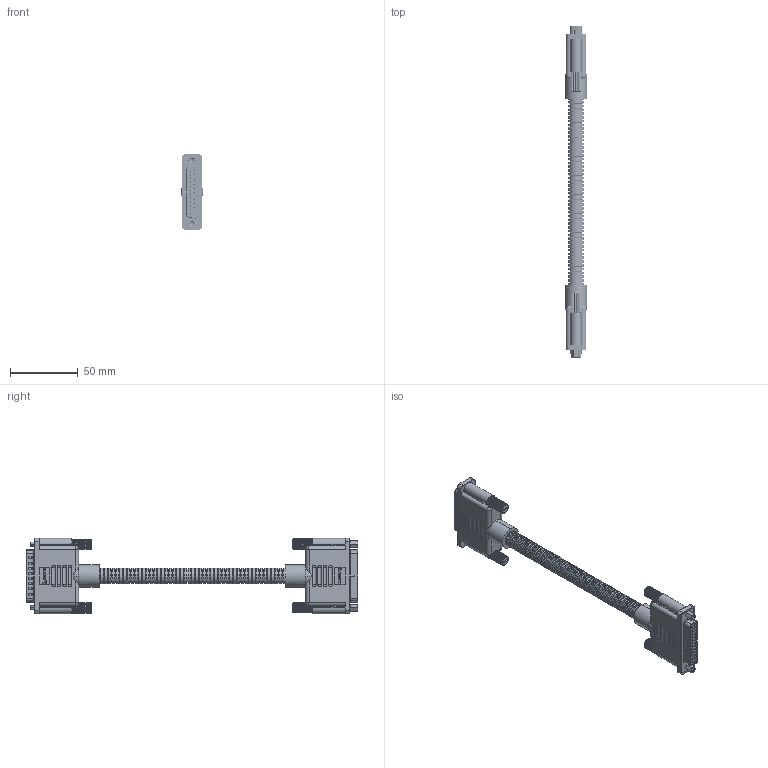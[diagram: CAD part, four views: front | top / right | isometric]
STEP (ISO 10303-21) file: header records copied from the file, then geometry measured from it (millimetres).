
FILE_DESCRIPTION (( 'STEP AP214' ), '1' );
FILE_NAME ('CSPL25MF.STEP', '2013-04-26T13:56:39', ( 'x' ), ( '' ), 'SwSTEP 2.0', 'SolidWorks 2012', '' );
FILE_SCHEMA (( 'AUTOMOTIVE_DESIGN' ));
Length unit declared in the file: inch
Products named in the file (13): 3AC13-003_.360" ID; 3AB01-173_FEMALE WITH NEW LOGO; 1AJ05-005; 1AC02-022; 1AU02-007_SINGLE CONTACT; C&P25F; 3AB01-174_MALE WITH NEW LOGO; 1AJ10-007; 1AY03-020; MTN-771_NEW LOGO; 1AC02-013; 1AL08-112_6 INCH; CSPL25MF
Assembly tree (42 placements, depth 4):
  CSPL25MF
    1AL08-112_6 INCH
    3AB01-174_MALE WITH NEW LOGO
      1AC02-013
      MTN-771_NEW LOGO
      1AY03-020
      1AJ10-007  x2
    3AB01-173_FEMALE WITH NEW LOGO
      1AC02-022
        C&P25F
        1AU02-007_SINGLE CONTACT  x25
      MTN-771_NEW LOGO
      1AY03-020
      1AJ10-007  x2
      1AJ05-005  x2
    3AC13-003_.360" ID
Bounding box: 16.51 x 244.47 x 55.63 mm (x, y, z)
Volume: 70414.2 mm3; surface area: 72186.7 mm2
Topology: 66 solids, 68 shells, 5014 faces, 12199 edges, 7431 vertices
Faces by surface type: cylinder 1978, plane 1828, cone 776, torus 202, bspline 198, sphere 32
Entity records: 83599 total; most frequent: CARTESIAN_POINT 17316, DIRECTION 13143, ORIENTED_EDGE 12022, EDGE_CURVE 6011, AXIS2_PLACEMENT_3D 5088, VERTEX_POINT 3545, LINE 2967, VECTOR 2967
